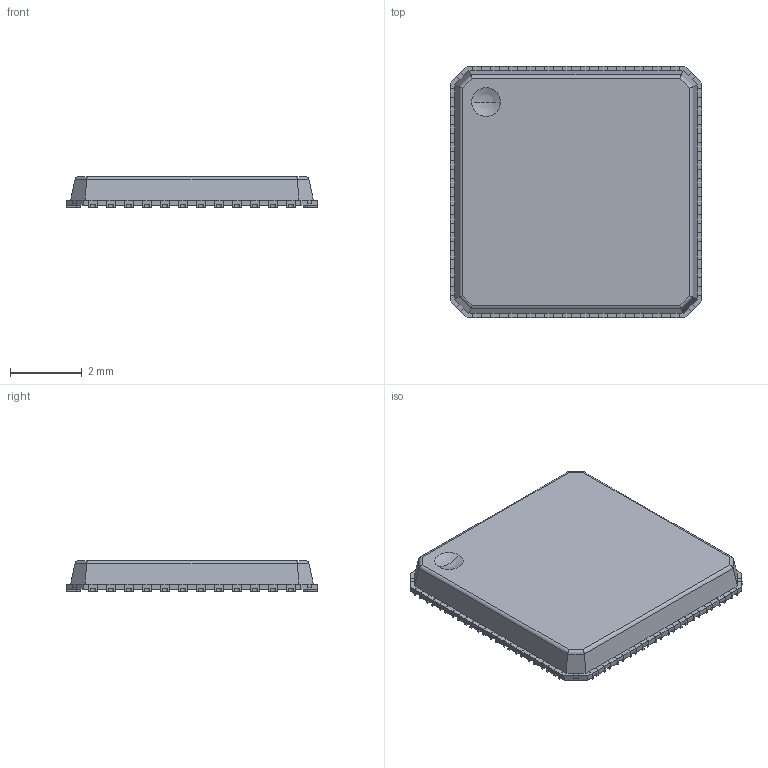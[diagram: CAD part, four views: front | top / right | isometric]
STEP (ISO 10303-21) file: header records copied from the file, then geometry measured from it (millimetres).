
FILE_DESCRIPTION((''),'2;1');
FILE_NAME('RTC0048F_ASM','2018-10-24T09:07:57',('a0412086'),(''),'CREO PARAMETRIC BY PTC INC, 2018020','CREO PARAMETRIC BY PTC INC, 2018020','');
FILE_SCHEMA(('AUTOMOTIVE_DESIGN { 1 0 10303 214 1 1 1 1 }'));
Length unit declared in the file: millimetre
Products named in the file (3): BODY-QFN-PUNCH; FRAME-RTC0048F; RTC0048F_ASM
Assembly tree (2 placements, depth 2):
  RTC0048F_ASM
    BODY-QFN-PUNCH
    FRAME-RTC0048F
Bounding box: 7 x 7 x 0.85 mm (x, y, z)
Volume: 35.6 mm3; surface area: 196.4 mm2
Topology: 54 solids, 54 shells, 867 faces, 2162 edges, 1403 vertices
Faces by surface type: plane 703, cylinder 162, sphere 2
Entity records: 32877 total; most frequent: CARTESIAN_POINT 4517, ORIENTED_EDGE 4320, DIRECTION 4247, PRESENTATION_STYLE_ASSIGNMENT 2266, STYLED_ITEM 2214, CURVE_STYLE 2160, EDGE_CURVE 2160, VECTOR 1840
